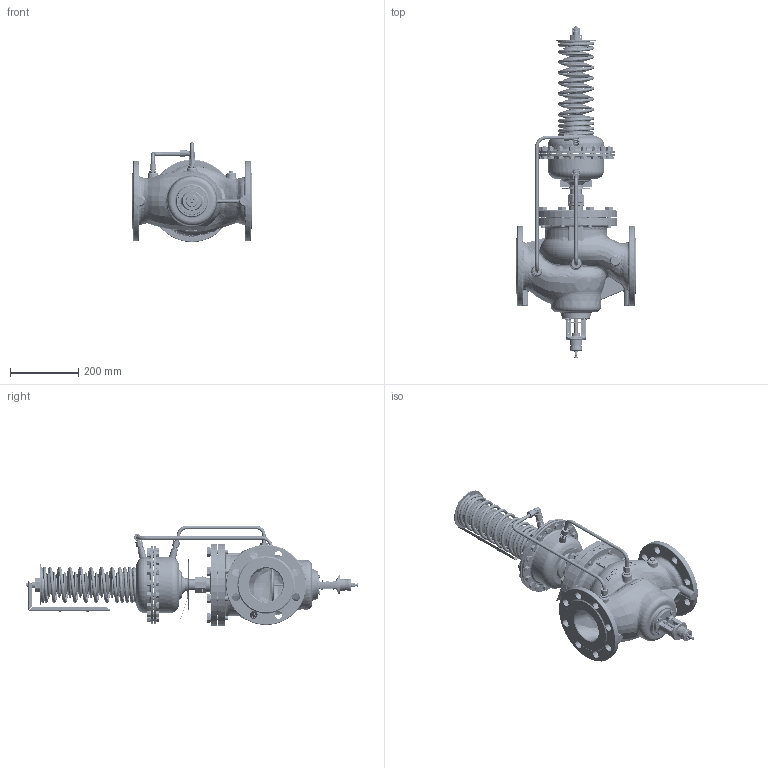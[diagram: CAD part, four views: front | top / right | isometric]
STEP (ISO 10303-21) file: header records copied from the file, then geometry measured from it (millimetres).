
FILE_DESCRIPTION((''),'2;1');
FILE_NAME('003G5572_AFQMP2_PN25_DN100_ASM','2022-03-29T18:23:11',('U369265'),(''),'CREO PARAMETRIC BY PTC INC, 2020342','CREO PARAMETRIC BY PTC INC, 2020342','');
FILE_SCHEMA(('CONFIG_CONTROL_DESIGN'));
Length unit declared in the file: millimetre
Products named in the file (69): 88650580_VALVE_B_VFQM_DN100_PN2; 88651200_YOKE_BODY_DN65_100_1_2; 88651340_SPINDLE_CV_DN100_1; 88652260_SETT_SCREW_DN65-100__2; 88650790_VALVE_C_VFG_DN100_PN25; HEX_SCREW_DIN933_M06X18_1_1_2; 5451343_1; HEX_NUT_DIN934_M08_1_1_2; 88652060_ANTIROT_STEM_DN100-125; HEX_SCREW_DIN931_M16X50_1; 88652800_POINTER_VFQM_1_1_2; 88652720_FLOW_SCALE_DN100_1; 51817881_SCREW_SF_M3X5_1_1_2; 54790650_BUSH_12X14X10_1_1_2; 54540510_1_1_2; 188610240_1_1_2; WALTER_CONNECTION_1_1_2; WALTER_PROFILE_RING_1_1_2; WALTER_CONNECTION_NUT_1_1_2; 8863078_ASM_1_1_2_ASM; 88653230_VFQM_DN100_PN25_ASM_1_ASM; 88670090_HOUSING160_PN40_MINU_2; 88673400_TUBE_FI38X10X62_MINU_2; 88671680_PRESSURE_CONNEC-177849; WELD_PRESS_CON_6MM_1_1_2; WELD_160_6MM_INST_AF0_1_1_2; WELD_160_6MM_2_INST_AF0_1_1_2; 88671490_COVER160_PN40_MINUS__2_ASM; 88670080_HOUSING160_PN40_PLUS_2; 88673410_TUBE_FI38X10X33_AF1__2; 88671680_PRESSURE_CONNEC-191632; WELD_PRESS_CON_6MM_AF1_1_1_2; WELD_160_6MM_INST_1_1_2; WELD_160_6MM_2_INST_1_1_2; 88671480_COVER160_PN40_PLUS_A_2_ASM; 88670600_CONNECTING_NUT_G1_1__2; 88671040_SETTING_SPINDLE_PA_1_2; 88670800_SETTING_NUT_IPA_1_1_2; 88670300_SPRING_HOLDER_PA_1_1_2; 5454051_1_1_2 ...
Assembly tree (160 placements, depth 6):
  003G5572_AFQMP2_PN25_DN100_ASM
    003G5572_AFQMP2_PN25_DN100_ASM__ASM
      88653230_VFQM_DN100_PN25_ASM_1_ASM
        88650580_VALVE_B_VFQM_DN100_PN2
        88651200_YOKE_BODY_DN65_100_1_2
        88651340_SPINDLE_CV_DN100_1
        88652260_SETT_SCREW_DN65-100__2
        88650790_VALVE_C_VFG_DN100_PN25
        HEX_SCREW_DIN933_M06X18_1_1_2  x4
        5451343_1  x3
        HEX_NUT_DIN934_M08_1_1_2
        88652060_ANTIROT_STEM_DN100-125
        HEX_SCREW_DIN931_M16X50_1  x8
        88652800_POINTER_VFQM_1_1_2
        88652720_FLOW_SCALE_DN100_1
        51817881_SCREW_SF_M3X5_1_1_2  x2
        54790650_BUSH_12X14X10_1_1_2
        54540510_1_1_2  x3
        188610240_1_1_2
        8863078_ASM_1_1_2_ASM  x2
          WALTER_CONNECTION_1_1_2
          WALTER_PROFILE_RING_1_1_2
          WALTER_CONNECTION_NUT_1_1_2
      003G5622_AFP2_PN40_160CM2_BLU_2_ASM
        88671490_COVER160_PN40_MINUS__2_ASM
          88670090_HOUSING160_PN40_MINU_2
          88673400_TUBE_FI38X10X62_MINU_2
          88671680_PRESSURE_CONNEC-177849
          WELD_PRESS_CON_6MM_1_1_2
          WELD_160_6MM_INST_AF0_1_1_2
          WELD_160_6MM_2_INST_AF0_1_1_2
        88671480_COVER160_PN40_PLUS_A_2_ASM
          88670080_HOUSING160_PN40_PLUS_2
          88673410_TUBE_FI38X10X33_AF1__2
          88671680_PRESSURE_CONNEC-191632
          WELD_PRESS_CON_6MM_AF1_1_1_2
          WELD_160_6MM_INST_1_1_2
          WELD_160_6MM_2_INST_1_1_2
        88670600_CONNECTING_NUT_G1_1__2
        88671040_SETTING_SPINDLE_PA_1_2
        88670800_SETTING_NUT_IPA_1_1_2
        88670300_SPRING_HOLDER_PA_1_1_2
        5454051_1_1_2  x2
        88630620_TUBE_CONN_D1_0_DA_00_2_ASM  x2
          8863078_ASM_1_ASM
            WALTER_CONNECTION_1
            WALTER_PROFILE_RING_1
            WALTER_CONNECTION_NUT_1
          88630310_ORIFICE_D1_0_DA_00_1_2
        51817250_1_1_2
        51018011_1_1_2  x18
        52017500_1_1_2  x36
        51917340_1_1_2  x18
        8867345_SCALE_HOLDER_PA_1_1_2
        8867348_SETTING_SCALE_PA_1_1_2  x2
        88673470_SQUARE_NUT_HOLDER_PA_3  x2
        88673820_1_1_2
        88673810_LABEL_PLATE_PA_1_1_2
        51817260_SCREW_BN33_1_1_2  x2
        88674300_RUBBER_BELLOW_AF66_1_2
Bounding box: 350 x 974.7 x 294.4 mm (x, y, z)
Volume: 7414153.9 mm3; surface area: 1874437.9 mm2
Topology: 156 solids, 156 shells, 7054 faces, 18129 edges, 11517 vertices
Faces by surface type: plane 3025, cylinder 1468, cone 1288, torus 619, bspline 512, extrusion 92, sphere 43, revolution 7
Entity records: 245018 total; most frequent: CARTESIAN_POINT 120615, ORIENTED_EDGE 27068, DIRECTION 23956, EDGE_CURVE 13534, AXIS2_PLACEMENT_3D 8969, VERTEX_POINT 8727, VECTOR 6011, LINE 5919
